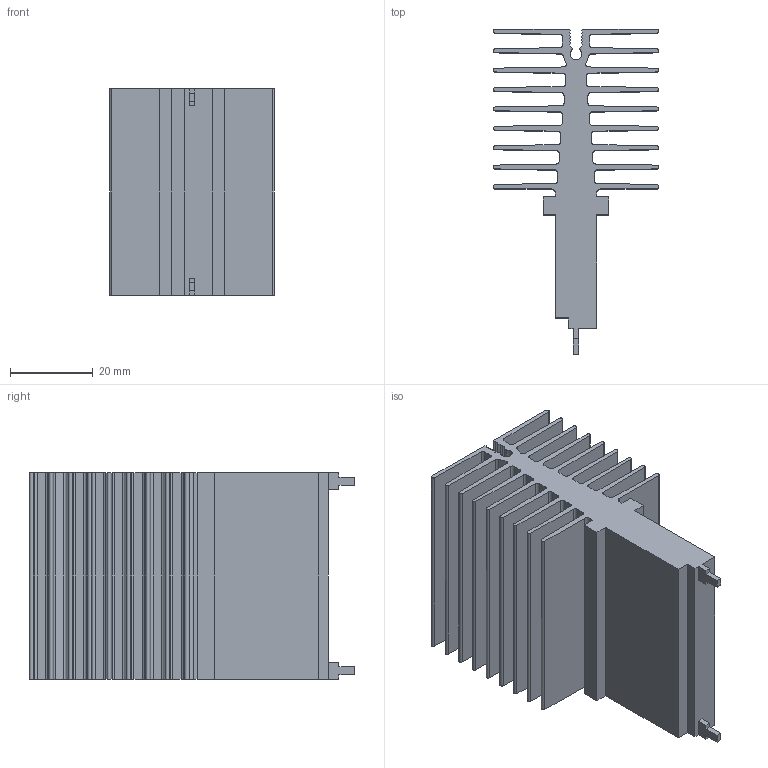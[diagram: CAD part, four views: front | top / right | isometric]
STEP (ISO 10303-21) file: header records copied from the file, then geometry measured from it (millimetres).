
FILE_DESCRIPTION((''),'2;1');
FILE_NAME('OMNI-UNI-40-50-D','2017-12-05T',('kliu'),(''),'CREO PARAMETRIC BY PTC INC, 2014190','CREO PARAMETRIC BY PTC INC, 2014190','');
FILE_SCHEMA(('CONFIG_CONTROL_DESIGN'));
Length unit declared in the file: millimetre
Products named in the file (1): OMNI-UNI-40-50-D
Bounding box: 40 x 78.85 x 50 mm (x, y, z)
Volume: 47807 mm3; surface area: 40078.2 mm2
Topology: 1 solids, 1 shells, 384 faces, 1095 edges, 730 vertices
Faces by surface type: plane 329, cylinder 55
Entity records: 12387 total; most frequent: CARTESIAN_POINT 2209, ORIENTED_EDGE 2190, DIRECTION 1973, EDGE_CURVE 1095, VECTOR 985, LINE 985, VERTEX_POINT 730, AXIS2_PLACEMENT_3D 494
